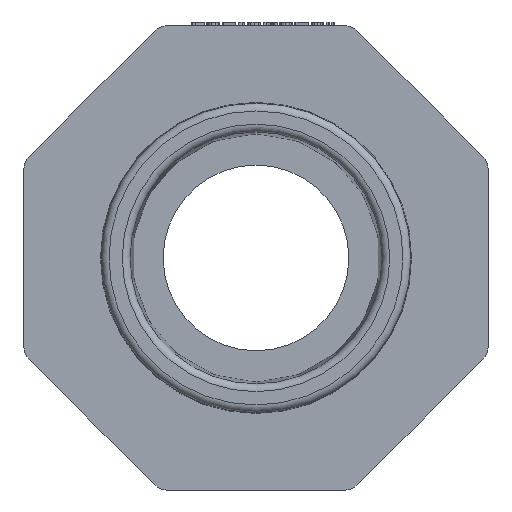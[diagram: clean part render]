
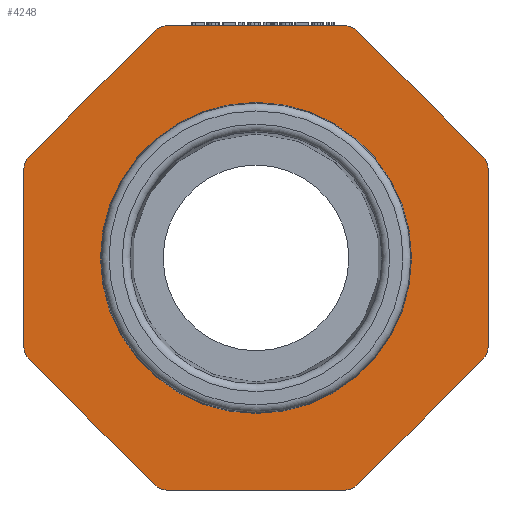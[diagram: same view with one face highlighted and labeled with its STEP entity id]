
A CAD part, front view. The second image highlights one B-rep face of the part: STEP entity #4248.
In plain terms, the highlighted planar face has unit normal (0, -1, 0).
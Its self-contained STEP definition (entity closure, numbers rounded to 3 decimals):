
#151=FACE_BOUND('',#524,.T.);
#176=PLANE('',#4519);
#275=FACE_OUTER_BOUND('',#523,.T.);
#523=EDGE_LOOP('',(#2947,#2948,#2949,#2950,#2951,#2952,#2953,#2954,#2955,
#2956,#2957,#2958,#2959,#2960,#2961,#2962));
#524=EDGE_LOOP('',(#2963));
#785=CIRCLE('',#4520,1.);
#786=CIRCLE('',#4521,1.);
#787=CIRCLE('',#4522,1.);
#788=CIRCLE('',#4523,1.);
#789=CIRCLE('',#4524,1.);
#790=CIRCLE('',#4525,1.);
#791=CIRCLE('',#4526,1.);
#792=CIRCLE('',#4527,1.);
#793=CIRCLE('',#4528,10.05);
#1140=LINE('',#7777,#1461);
#1141=LINE('',#7781,#1462);
#1142=LINE('',#7785,#1463);
#1143=LINE('',#7789,#1464);
#1144=LINE('',#7793,#1465);
#1145=LINE('',#7797,#1466);
#1146=LINE('',#7801,#1467);
#1147=LINE('',#7805,#1468);
#1461=VECTOR('',#4743,1.);
#1462=VECTOR('',#4746,1.);
#1463=VECTOR('',#4749,1.);
#1464=VECTOR('',#4752,1.);
#1465=VECTOR('',#4755,1.);
#1466=VECTOR('',#4758,1.);
#1467=VECTOR('',#4761,1.);
#1468=VECTOR('',#4764,1.);
#1810=VERTEX_POINT('',#7775);
#1811=VERTEX_POINT('',#7776);
#1812=VERTEX_POINT('',#7778);
#1813=VERTEX_POINT('',#7780);
#1814=VERTEX_POINT('',#7782);
#1815=VERTEX_POINT('',#7784);
#1816=VERTEX_POINT('',#7786);
#1817=VERTEX_POINT('',#7788);
#1818=VERTEX_POINT('',#7790);
#1819=VERTEX_POINT('',#7792);
#1820=VERTEX_POINT('',#7794);
#1821=VERTEX_POINT('',#7796);
#1822=VERTEX_POINT('',#7798);
#1823=VERTEX_POINT('',#7800);
#1824=VERTEX_POINT('',#7802);
#1825=VERTEX_POINT('',#7804);
#1826=VERTEX_POINT('',#7807);
#2267=EDGE_CURVE('',#1810,#1811,#1140,.T.);
#2268=EDGE_CURVE('',#1811,#1812,#785,.T.);
#2269=EDGE_CURVE('',#1812,#1813,#1141,.T.);
#2270=EDGE_CURVE('',#1813,#1814,#786,.T.);
#2271=EDGE_CURVE('',#1814,#1815,#1142,.T.);
#2272=EDGE_CURVE('',#1815,#1816,#787,.T.);
#2273=EDGE_CURVE('',#1816,#1817,#1143,.T.);
#2274=EDGE_CURVE('',#1817,#1818,#788,.T.);
#2275=EDGE_CURVE('',#1818,#1819,#1144,.T.);
#2276=EDGE_CURVE('',#1819,#1820,#789,.T.);
#2277=EDGE_CURVE('',#1820,#1821,#1145,.T.);
#2278=EDGE_CURVE('',#1821,#1822,#790,.T.);
#2279=EDGE_CURVE('',#1822,#1823,#1146,.T.);
#2280=EDGE_CURVE('',#1823,#1824,#791,.T.);
#2281=EDGE_CURVE('',#1824,#1825,#1147,.T.);
#2282=EDGE_CURVE('',#1825,#1810,#792,.T.);
#2283=EDGE_CURVE('',#1826,#1826,#793,.T.);
#2947=ORIENTED_EDGE('',*,*,#2267,.T.);
#2948=ORIENTED_EDGE('',*,*,#2268,.T.);
#2949=ORIENTED_EDGE('',*,*,#2269,.T.);
#2950=ORIENTED_EDGE('',*,*,#2270,.T.);
#2951=ORIENTED_EDGE('',*,*,#2271,.T.);
#2952=ORIENTED_EDGE('',*,*,#2272,.T.);
#2953=ORIENTED_EDGE('',*,*,#2273,.T.);
#2954=ORIENTED_EDGE('',*,*,#2274,.T.);
#2955=ORIENTED_EDGE('',*,*,#2275,.T.);
#2956=ORIENTED_EDGE('',*,*,#2276,.T.);
#2957=ORIENTED_EDGE('',*,*,#2277,.T.);
#2958=ORIENTED_EDGE('',*,*,#2278,.T.);
#2959=ORIENTED_EDGE('',*,*,#2279,.T.);
#2960=ORIENTED_EDGE('',*,*,#2280,.T.);
#2961=ORIENTED_EDGE('',*,*,#2281,.T.);
#2962=ORIENTED_EDGE('',*,*,#2282,.T.);
#2963=ORIENTED_EDGE('',*,*,#2283,.F.);
#4248=ADVANCED_FACE('',(#275,#151),#176,.F.);
#4519=AXIS2_PLACEMENT_3D('',#7774,#4741,#4742);
#4520=AXIS2_PLACEMENT_3D('',#7779,#4744,#4745);
#4521=AXIS2_PLACEMENT_3D('',#7783,#4747,#4748);
#4522=AXIS2_PLACEMENT_3D('',#7787,#4750,#4751);
#4523=AXIS2_PLACEMENT_3D('',#7791,#4753,#4754);
#4524=AXIS2_PLACEMENT_3D('',#7795,#4756,#4757);
#4525=AXIS2_PLACEMENT_3D('',#7799,#4759,#4760);
#4526=AXIS2_PLACEMENT_3D('',#7803,#4762,#4763);
#4527=AXIS2_PLACEMENT_3D('',#7806,#4765,#4766);
#4528=AXIS2_PLACEMENT_3D('',#7808,#4767,#4768);
#4741=DIRECTION('center_axis',(0.,1.,0.));
#4742=DIRECTION('ref_axis',(0.,0.,1.));
#4743=DIRECTION('',(0.707,0.,0.707));
#4744=DIRECTION('center_axis',(0.,-1.,0.));
#4745=DIRECTION('ref_axis',(0.,0.,1.));
#4746=DIRECTION('',(0.,0.,1.));
#4747=DIRECTION('center_axis',(0.,-1.,0.));
#4748=DIRECTION('ref_axis',(0.,0.,1.));
#4749=DIRECTION('',(-0.707,0.,0.707));
#4750=DIRECTION('center_axis',(0.,-1.,0.));
#4751=DIRECTION('ref_axis',(0.,0.,1.));
#4752=DIRECTION('',(-1.,0.,0.));
#4753=DIRECTION('center_axis',(0.,-1.,0.));
#4754=DIRECTION('ref_axis',(0.,0.,1.));
#4755=DIRECTION('',(-0.707,0.,-0.707));
#4756=DIRECTION('center_axis',(0.,-1.,0.));
#4757=DIRECTION('ref_axis',(0.,0.,1.));
#4758=DIRECTION('',(0.,0.,-1.));
#4759=DIRECTION('center_axis',(0.,-1.,0.));
#4760=DIRECTION('ref_axis',(0.,0.,1.));
#4761=DIRECTION('',(0.707,0.,-0.707));
#4762=DIRECTION('center_axis',(0.,-1.,0.));
#4763=DIRECTION('ref_axis',(0.,0.,1.));
#4764=DIRECTION('',(1.,0.,0.));
#4765=DIRECTION('center_axis',(0.,-1.,0.));
#4766=DIRECTION('ref_axis',(0.,0.,1.));
#4767=DIRECTION('center_axis',(0.,-1.,0.));
#4768=DIRECTION('ref_axis',(0.,0.,-1.));
#7774=CARTESIAN_POINT('Origin',(-14.5,-18.5,0.));
#7775=CARTESIAN_POINT('',(6.506,-18.5,-14.707));
#7776=CARTESIAN_POINT('',(14.707,-18.5,-6.506));
#7777=CARTESIAN_POINT('',(6.213,-18.5,-15.));
#7778=CARTESIAN_POINT('',(15.,-18.5,-5.799));
#7779=CARTESIAN_POINT('Origin',(14.,-18.5,-5.799));
#7780=CARTESIAN_POINT('',(15.,-18.5,5.799));
#7781=CARTESIAN_POINT('',(15.,-18.5,-6.213));
#7782=CARTESIAN_POINT('',(14.707,-18.5,6.506));
#7783=CARTESIAN_POINT('Origin',(14.,-18.5,5.799));
#7784=CARTESIAN_POINT('',(6.506,-18.5,14.707));
#7785=CARTESIAN_POINT('',(15.,-18.5,6.213));
#7786=CARTESIAN_POINT('',(5.799,-18.5,15.));
#7787=CARTESIAN_POINT('Origin',(5.799,-18.5,14.));
#7788=CARTESIAN_POINT('',(-5.799,-18.5,15.));
#7789=CARTESIAN_POINT('',(6.213,-18.5,15.));
#7790=CARTESIAN_POINT('',(-6.506,-18.5,14.707));
#7791=CARTESIAN_POINT('Origin',(-5.799,-18.5,14.));
#7792=CARTESIAN_POINT('',(-14.707,-18.5,6.506));
#7793=CARTESIAN_POINT('',(-6.213,-18.5,15.));
#7794=CARTESIAN_POINT('',(-15.,-18.5,5.799));
#7795=CARTESIAN_POINT('Origin',(-14.,-18.5,5.799));
#7796=CARTESIAN_POINT('',(-15.,-18.5,-5.799));
#7797=CARTESIAN_POINT('',(-15.,-18.5,6.213));
#7798=CARTESIAN_POINT('',(-14.707,-18.5,-6.506));
#7799=CARTESIAN_POINT('Origin',(-14.,-18.5,-5.799));
#7800=CARTESIAN_POINT('',(-6.506,-18.5,-14.707));
#7801=CARTESIAN_POINT('',(-15.,-18.5,-6.213));
#7802=CARTESIAN_POINT('',(-5.799,-18.5,-15.));
#7803=CARTESIAN_POINT('Origin',(-5.799,-18.5,-14.));
#7804=CARTESIAN_POINT('',(5.799,-18.5,-15.));
#7805=CARTESIAN_POINT('',(-6.213,-18.5,-15.));
#7806=CARTESIAN_POINT('Origin',(5.799,-18.5,-14.));
#7807=CARTESIAN_POINT('',(0.,-18.5,-10.05));
#7808=CARTESIAN_POINT('Origin',(0.,-18.5,0.));
